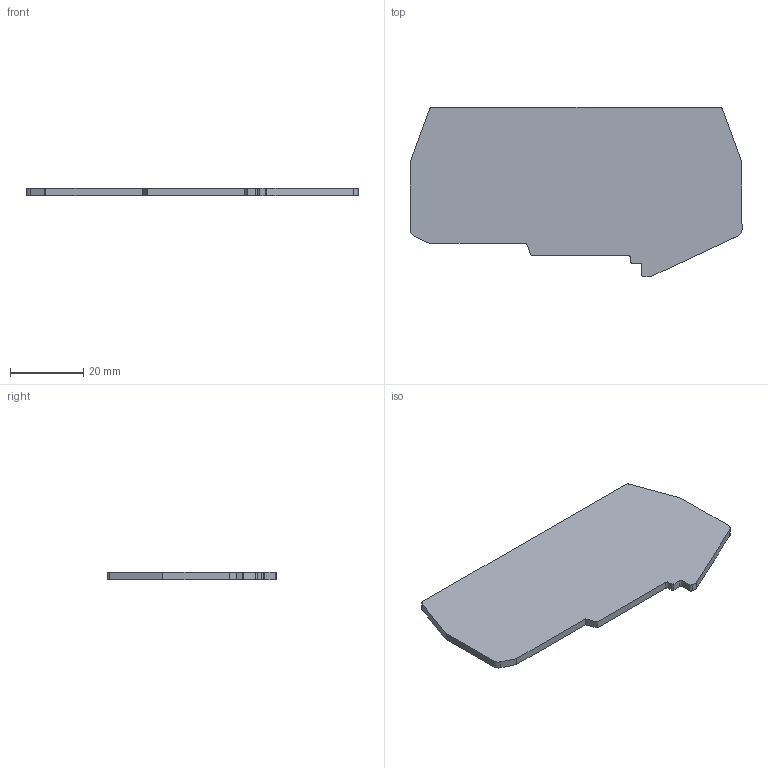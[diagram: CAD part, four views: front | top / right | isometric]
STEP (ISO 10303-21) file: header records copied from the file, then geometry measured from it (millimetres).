
FILE_DESCRIPTION(('OneSpaceDesigner STEP Export'),'2;1');
FILE_NAME('3026340_d_urtk6_select.stp','2004-10-21T 8:30:09',(''),(''),'OneSpace Designer STEP processor (Jan. 2003) for AP203(Solid Model)','OneSpace Designer 12.01C 26-Mar-2004 (C) CoCreate Software GmbH','');
FILE_SCHEMA(('CONFIG_CONTROL_DESIGN'));
Length unit declared in the file: millimetre
Products named in the file (2): 3026340_d_urtk6_select
Assembly tree (1 placements, depth 2):
  3026340_d_urtk6_select
    3026340_d_urtk6_select
Bounding box: 90.85 x 46.5 x 2 mm (x, y, z)
Volume: 7018.1 mm3; surface area: 7521.5 mm2
Topology: 1 solids, 1 shells, 26 faces, 72 edges, 48 vertices
Faces by surface type: plane 16, cylinder 10
Entity records: 1058 total; most frequent: CARTESIAN_POINT 148, DIRECTION 148, ORIENTED_EDGE 144, EDGE_CURVE 72, VECTOR 52, LINE 52, AXIS2_PLACEMENT_3D 48, VERTEX_POINT 48
